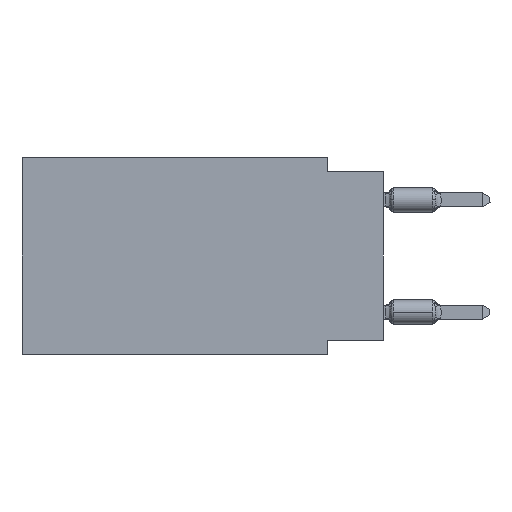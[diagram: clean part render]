
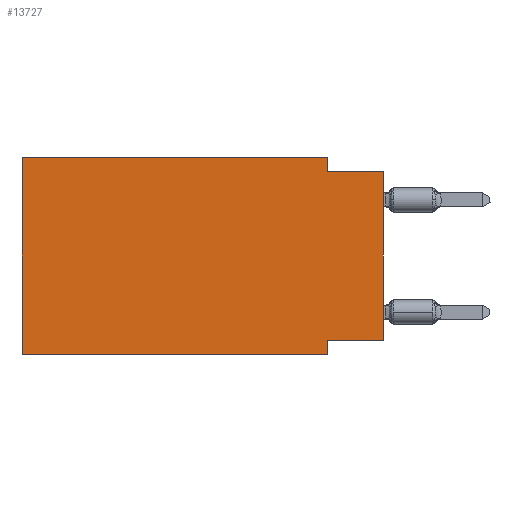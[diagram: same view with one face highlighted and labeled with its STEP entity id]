
A CAD part, left-side view. The second image highlights one B-rep face of the part: STEP entity #13727.
In plain terms, the highlighted planar face has unit normal (-1, 0, 0).
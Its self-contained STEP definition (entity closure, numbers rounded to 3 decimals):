
#1450 = CARTESIAN_POINT ( 'NONE',  ( 0., 0., -8.255 ) ) ;
#2015 = ORIENTED_EDGE ( 'NONE', *, *, #16531, .F. ) ;
#2090 = ORIENTED_EDGE ( 'NONE', *, *, #26564, .F. ) ;
#2383 = CARTESIAN_POINT ( 'NONE',  ( 0., 16.383, -8.89 ) ) ;
#3593 = ORIENTED_EDGE ( 'NONE', *, *, #39844, .F. ) ;
#4252 = ORIENTED_EDGE ( 'NONE', *, *, #26519, .F. ) ;
#4275 = VERTEX_POINT ( 'NONE', #8546 ) ;
#4422 = CARTESIAN_POINT ( 'NONE',  ( 0., 16.383, 0. ) ) ;
#6818 = CARTESIAN_POINT ( 'NONE',  ( 0., 2.54, 0. ) ) ;
#6835 = VERTEX_POINT ( 'NONE', #6818 ) ;
#7252 = DIRECTION ( 'NONE',  ( 1., 0., 0. ) ) ;
#8546 = CARTESIAN_POINT ( 'NONE',  ( 0., 2.54, -8.255 ) ) ;
#9646 = LINE ( 'NONE', #12757, #28206 ) ;
#10114 = LINE ( 'NONE', #12594, #35617 ) ;
#10788 = VERTEX_POINT ( 'NONE', #18200 ) ;
#12082 = CARTESIAN_POINT ( 'NONE',  ( 0., 16.383, -8.89 ) ) ;
#12594 = CARTESIAN_POINT ( 'NONE',  ( 0., 16.383, 0. ) ) ;
#12757 = CARTESIAN_POINT ( 'NONE',  ( 0., 2.54, -8.89 ) ) ;
#13727 = ADVANCED_FACE ( 'NONE', ( #38811 ), #22920, .F. ) ;
#15206 = CARTESIAN_POINT ( 'NONE',  ( 0., 2.54, 0. ) ) ;
#16083 = DIRECTION ( 'NONE',  ( 0., -1., 0. ) ) ;
#16088 = EDGE_CURVE ( 'NONE', #33403, #23467, #40348, .T. ) ;
#16531 = EDGE_CURVE ( 'NONE', #23448, #4275, #19605, .T. ) ;
#18200 = CARTESIAN_POINT ( 'NONE',  ( 0., 2.54, -0.635 ) ) ;
#18362 = VECTOR ( 'NONE', #33111, 1000. ) ;
#18620 = EDGE_CURVE ( 'NONE', #27523, #6835, #10114, .T. ) ;
#19356 = DIRECTION ( 'NONE',  ( 0., 0., -1. ) ) ;
#19605 = LINE ( 'NONE', #1450, #31751 ) ;
#19846 = DIRECTION ( 'NONE',  ( 0., 0., -1. ) ) ;
#21403 = EDGE_CURVE ( 'NONE', #23448, #40426, #40665, .T. ) ;
#22307 = VECTOR ( 'NONE', #36002, 1000. ) ;
#22364 = VECTOR ( 'NONE', #27582, 1000. ) ;
#22920 = PLANE ( 'NONE',  #40180 ) ;
#23186 = VECTOR ( 'NONE', #31572, 1000. ) ;
#23418 = CARTESIAN_POINT ( 'NONE',  ( 0., 0., -0.635 ) ) ;
#23448 = VERTEX_POINT ( 'NONE', #24356 ) ;
#23467 = VERTEX_POINT ( 'NONE', #37557 ) ;
#24028 = EDGE_CURVE ( 'NONE', #4275, #23467, #9646, .T. ) ;
#24141 = ORIENTED_EDGE ( 'NONE', *, *, #21403, .T. ) ;
#24356 = CARTESIAN_POINT ( 'NONE',  ( 0., 0., -8.255 ) ) ;
#26519 = EDGE_CURVE ( 'NONE', #33403, #27523, #39108, .T. ) ;
#26564 = EDGE_CURVE ( 'NONE', #10788, #40426, #29600, .T. ) ;
#27523 = VERTEX_POINT ( 'NONE', #37685 ) ;
#27582 = DIRECTION ( 'NONE',  ( 0., 0., -1. ) ) ;
#28206 = VECTOR ( 'NONE', #19356, 1000. ) ;
#28497 = CARTESIAN_POINT ( 'NONE',  ( 0., 0., 0. ) ) ;
#29600 = LINE ( 'NONE', #23418, #22307 ) ;
#30682 = LINE ( 'NONE', #15206, #22364 ) ;
#31052 = DIRECTION ( 'NONE',  ( 0., -1., 0. ) ) ;
#31572 = DIRECTION ( 'NONE',  ( 0., 0., 1. ) ) ;
#31654 = CARTESIAN_POINT ( 'NONE',  ( 0., 0., -0.635 ) ) ;
#31751 = VECTOR ( 'NONE', #32798, 1000. ) ;
#32798 = DIRECTION ( 'NONE',  ( 0., 1., 0. ) ) ;
#33111 = DIRECTION ( 'NONE',  ( 0., 0., 1. ) ) ;
#33403 = VERTEX_POINT ( 'NONE', #2383 ) ;
#34297 = ORIENTED_EDGE ( 'NONE', *, *, #16088, .T. ) ;
#35117 = ORIENTED_EDGE ( 'NONE', *, *, #18620, .F. ) ;
#35513 = CARTESIAN_POINT ( 'NONE',  ( 0., 16.383, 0. ) ) ;
#35617 = VECTOR ( 'NONE', #16083, 1000. ) ;
#36002 = DIRECTION ( 'NONE',  ( 0., -1., 0. ) ) ;
#37557 = CARTESIAN_POINT ( 'NONE',  ( 0., 2.54, -8.89 ) ) ;
#37685 = CARTESIAN_POINT ( 'NONE',  ( 0., 16.383, 0. ) ) ;
#38029 = VECTOR ( 'NONE', #31052, 1000. ) ;
#38811 = FACE_OUTER_BOUND ( 'NONE', #39278, .T. ) ;
#39108 = LINE ( 'NONE', #4422, #18362 ) ;
#39278 = EDGE_LOOP ( 'NONE', ( #24141, #2090, #3593, #35117, #4252, #34297, #40673, #2015 ) ) ;
#39844 = EDGE_CURVE ( 'NONE', #6835, #10788, #30682, .T. ) ;
#40180 = AXIS2_PLACEMENT_3D ( 'NONE', #35513, #7252, #19846 ) ;
#40348 = LINE ( 'NONE', #12082, #38029 ) ;
#40426 = VERTEX_POINT ( 'NONE', #31654 ) ;
#40665 = LINE ( 'NONE', #28497, #23186 ) ;
#40673 = ORIENTED_EDGE ( 'NONE', *, *, #24028, .F. ) ;
